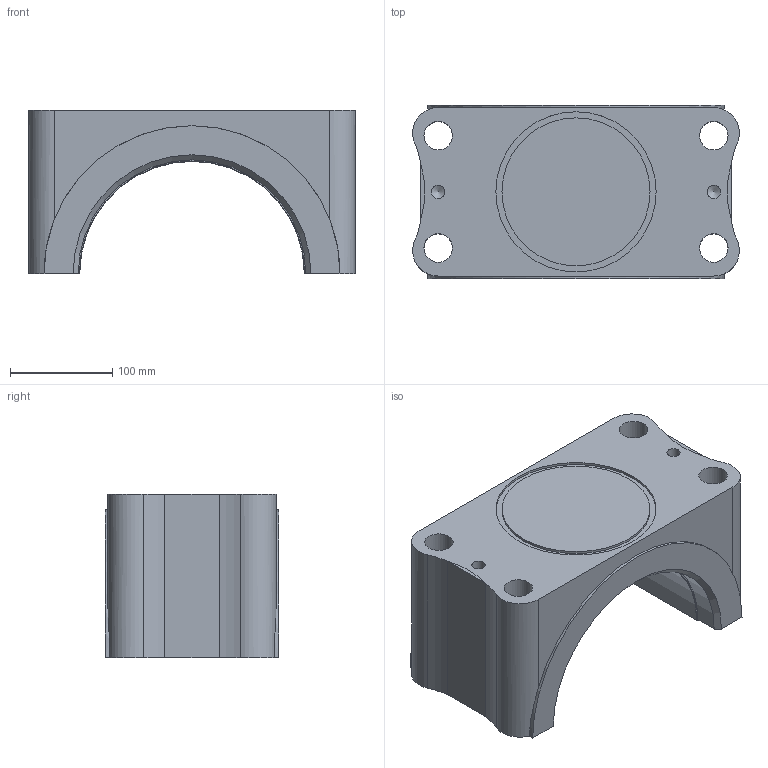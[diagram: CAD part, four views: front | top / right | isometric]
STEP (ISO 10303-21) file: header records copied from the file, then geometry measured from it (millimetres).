
FILE_DESCRIPTION (( 'STEP AP203' ), '1' );
FILE_NAME ('412B03S01P10-½Ä±ì®y.STEP', '2023-09-28T05:54:23', ( '' ), ( '' ), 'SwSTEP 2.0', 'SolidWorks 2018', '' );
FILE_SCHEMA (( 'CONFIG_CONTROL_DESIGN' ));
Length unit declared in the file: millimetre
Products named in the file (1): 412B03S01P10-衝桿座
Bounding box: 319.9 x 170 x 160 mm (x, y, z)
Volume: 4626561.1 mm3; surface area: 329708.4 mm2
Topology: 3 solids, 3 shells, 56 faces, 142 edges, 94 vertices
Faces by surface type: cylinder 29, plane 17, cone 10
Full cylindrical faces by diameter (mm): 10.2 x2, 13 x4, 28 x4, 145 x1, 157 x1
Entity records: 1657 total; most frequent: CARTESIAN_POINT 299, DIRECTION 286, ORIENTED_EDGE 228, AXIS2_PLACEMENT_3D 119, EDGE_CURVE 114, VERTEX_POINT 84, EDGE_LOOP 84, FACE_OUTER_BOUND 68
